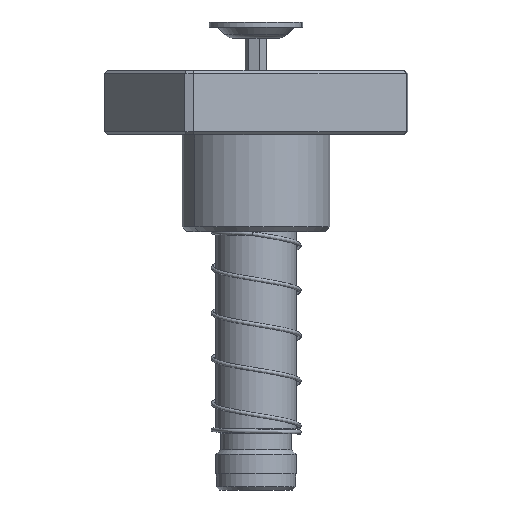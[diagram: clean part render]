
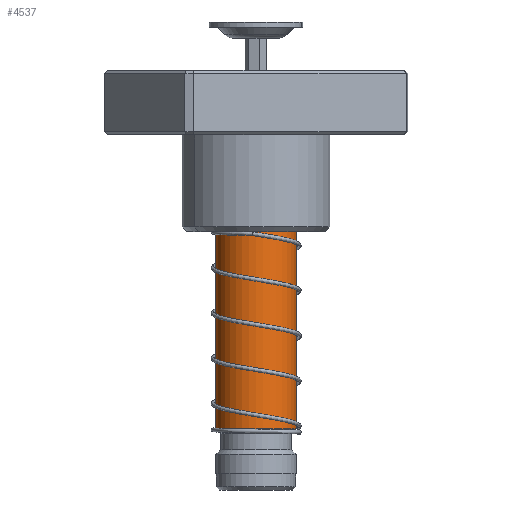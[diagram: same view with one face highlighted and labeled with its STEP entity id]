
A CAD part, front view. The second image highlights one B-rep face of the part: STEP entity #4537.
In plain terms, the highlighted cylindrical face has radius 12.5 mm (diameter 25 mm), a partial arc.
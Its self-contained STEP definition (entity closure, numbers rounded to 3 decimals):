
#550 = CARTESIAN_POINT ( 'NONE',  ( -12.5, 0., 130. ) ) ;
#840 = CYLINDRICAL_SURFACE ( 'NONE', #6628, 12.5 ) ;
#2518 = LINE ( 'NONE', #550, #19616 ) ;
#4499 = DIRECTION ( 'NONE',  ( 0., 0., -1. ) ) ;
#4537 = ADVANCED_FACE ( 'NONE', ( #12629 ), #840, .T. ) ;
#4951 = EDGE_LOOP ( 'NONE', ( #18297, #25531, #19453, #16942 ) ) ;
#6628 = AXIS2_PLACEMENT_3D ( 'NONE', #31044, #4499, #19153 ) ;
#8083 = LINE ( 'NONE', #15306, #29384 ) ;
#8566 = DIRECTION ( 'NONE',  ( 1., 0., 0. ) ) ;
#9132 = DIRECTION ( 'NONE',  ( 0., 0., -1. ) ) ;
#10331 = EDGE_CURVE ( 'NONE', #28797, #17720, #14810, .T. ) ;
#11469 = DIRECTION ( 'NONE',  ( -1., 0., 0. ) ) ;
#11871 = EDGE_CURVE ( 'NONE', #25465, #28797, #8083, .T. ) ;
#12506 = CARTESIAN_POINT ( 'NONE',  ( -12.5, 0., 19. ) ) ;
#12629 = FACE_OUTER_BOUND ( 'NONE', #4951, .T. ) ;
#13911 = CARTESIAN_POINT ( 'NONE',  ( 0., 0., 19. ) ) ;
#14810 = CIRCLE ( 'NONE', #28874, 12.5 ) ;
#15306 = CARTESIAN_POINT ( 'NONE',  ( 12.5, 0., 130. ) ) ;
#15850 = CARTESIAN_POINT ( 'NONE',  ( 12.5, 0., 19. ) ) ;
#16942 = ORIENTED_EDGE ( 'NONE', *, *, #10331, .F. ) ;
#17720 = VERTEX_POINT ( 'NONE', #12506 ) ;
#18297 = ORIENTED_EDGE ( 'NONE', *, *, #11871, .F. ) ;
#19153 = DIRECTION ( 'NONE',  ( -1., 0., 0. ) ) ;
#19453 = ORIENTED_EDGE ( 'NONE', *, *, #25285, .T. ) ;
#19616 = VECTOR ( 'NONE', #27447, 1000. ) ;
#19646 = CIRCLE ( 'NONE', #30980, 12.5 ) ;
#20735 = CARTESIAN_POINT ( 'NONE',  ( 12.5, 0., 127.5 ) ) ;
#23456 = DIRECTION ( 'NONE',  ( 0., 0., -1. ) ) ;
#25285 = EDGE_CURVE ( 'NONE', #31357, #17720, #2518, .T. ) ;
#25465 = VERTEX_POINT ( 'NONE', #20735 ) ;
#25531 = ORIENTED_EDGE ( 'NONE', *, *, #30763, .T. ) ;
#26705 = CARTESIAN_POINT ( 'NONE',  ( -12.5, 0., 127.5 ) ) ;
#27447 = DIRECTION ( 'NONE',  ( 0., 0., -1. ) ) ;
#27522 = DIRECTION ( 'NONE',  ( 0., 0., -1. ) ) ;
#28797 = VERTEX_POINT ( 'NONE', #15850 ) ;
#28874 = AXIS2_PLACEMENT_3D ( 'NONE', #13911, #9132, #11469 ) ;
#29384 = VECTOR ( 'NONE', #27522, 1000. ) ;
#30566 = CARTESIAN_POINT ( 'NONE',  ( 0., 0., 127.5 ) ) ;
#30763 = EDGE_CURVE ( 'NONE', #25465, #31357, #19646, .T. ) ;
#30980 = AXIS2_PLACEMENT_3D ( 'NONE', #30566, #23456, #8566 ) ;
#31044 = CARTESIAN_POINT ( 'NONE',  ( 0., 0., 130. ) ) ;
#31357 = VERTEX_POINT ( 'NONE', #26705 ) ;
